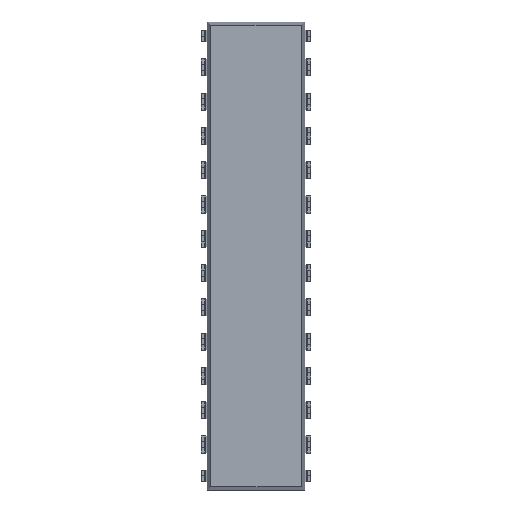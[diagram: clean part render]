
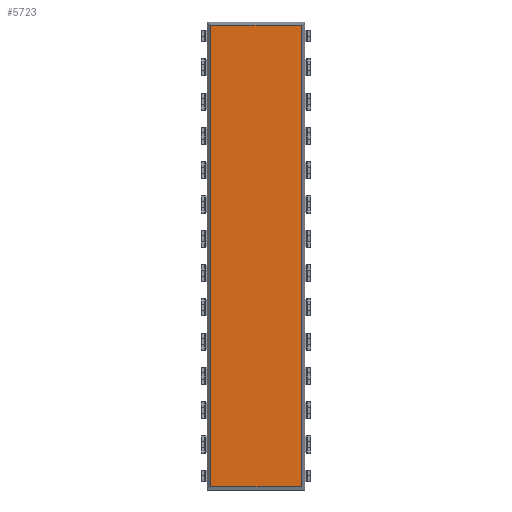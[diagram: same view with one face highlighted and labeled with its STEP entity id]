
A CAD part, front view. The second image highlights one B-rep face of the part: STEP entity #5723.
In plain terms, the highlighted planar face has unit normal (0, -1, 0).
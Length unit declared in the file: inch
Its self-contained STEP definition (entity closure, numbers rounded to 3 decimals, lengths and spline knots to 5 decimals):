
#221 = AXIS2_PLACEMENT_3D ( 'NONE', #12106, #2288, #4154 ) ;
#377 = PLANE ( 'NONE',  #221 ) ;
#470 = LINE ( 'NONE', #11116, #891 ) ;
#827 = CARTESIAN_POINT ( 'NONE',  ( 0.13266, 0.05, -0.6825 ) ) ;
#891 = VECTOR ( 'NONE', #9142, 39.37008 ) ;
#1118 = VECTOR ( 'NONE', #2015, 39.37008 ) ;
#1790 = LINE ( 'NONE', #827, #1118 ) ;
#2015 = DIRECTION ( 'NONE',  ( 0., 0., 1. ) ) ;
#2089 = VERTEX_POINT ( 'NONE', #7398 ) ;
#2288 = DIRECTION ( 'NONE',  ( 0., -1., 0. ) ) ;
#3222 = LINE ( 'NONE', #12007, #6890 ) ;
#3359 = CARTESIAN_POINT ( 'NONE',  ( 0.13266, 0.05, -0.67266 ) ) ;
#3661 = ORIENTED_EDGE ( 'NONE', *, *, #4250, .T. ) ;
#4154 = DIRECTION ( 'NONE',  ( 1., 0., 0. ) ) ;
#4250 = EDGE_CURVE ( 'NONE', #7744, #7233, #1790, .T. ) ;
#4792 = EDGE_CURVE ( 'NONE', #7233, #2089, #12157, .T. ) ;
#5256 = DIRECTION ( 'NONE',  ( 1., 0., 0. ) ) ;
#5451 = ORIENTED_EDGE ( 'NONE', *, *, #7705, .T. ) ;
#5649 = ORIENTED_EDGE ( 'NONE', *, *, #4792, .T. ) ;
#5723 = ADVANCED_FACE ( 'NONE', ( #11144 ), #377, .T. ) ;
#5742 = EDGE_LOOP ( 'NONE', ( #3661, #5649, #6512, #5451 ) ) ;
#6512 = ORIENTED_EDGE ( 'NONE', *, *, #10492, .T. ) ;
#6890 = VECTOR ( 'NONE', #5256, 39.37008 ) ;
#7233 = VERTEX_POINT ( 'NONE', #9793 ) ;
#7398 = CARTESIAN_POINT ( 'NONE',  ( -0.13266, 0.05, 0.67266 ) ) ;
#7705 = EDGE_CURVE ( 'NONE', #9050, #7744, #3222, .T. ) ;
#7744 = VERTEX_POINT ( 'NONE', #3359 ) ;
#8506 = CARTESIAN_POINT ( 'NONE',  ( -0.13266, 0.05, -0.67266 ) ) ;
#9050 = VERTEX_POINT ( 'NONE', #8506 ) ;
#9142 = DIRECTION ( 'NONE',  ( 0., 0., -1. ) ) ;
#9793 = CARTESIAN_POINT ( 'NONE',  ( 0.13266, 0.05, 0.67266 ) ) ;
#10492 = EDGE_CURVE ( 'NONE', #2089, #9050, #470, .T. ) ;
#11069 = CARTESIAN_POINT ( 'NONE',  ( 0.1425, 0.05, 0.67266 ) ) ;
#11116 = CARTESIAN_POINT ( 'NONE',  ( -0.13266, 0.05, 0.6825 ) ) ;
#11144 = FACE_OUTER_BOUND ( 'NONE', #5742, .T. ) ;
#11969 = DIRECTION ( 'NONE',  ( -1., 0., 0. ) ) ;
#12007 = CARTESIAN_POINT ( 'NONE',  ( -0.1425, 0.05, -0.67266 ) ) ;
#12106 = CARTESIAN_POINT ( 'NONE',  ( 0., 0.05, 0. ) ) ;
#12157 = LINE ( 'NONE', #11069, #12511 ) ;
#12511 = VECTOR ( 'NONE', #11969, 39.37008 ) ;
